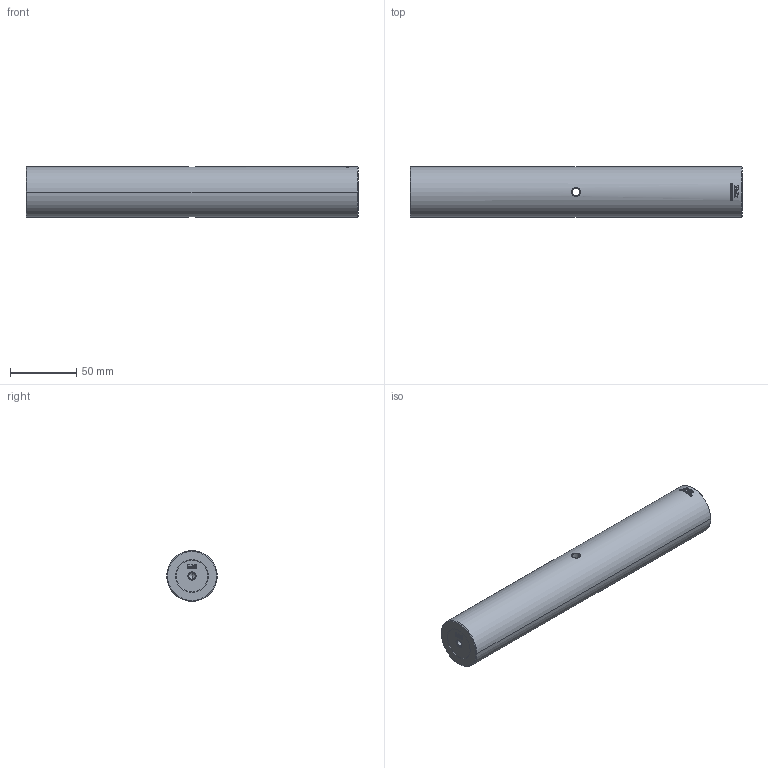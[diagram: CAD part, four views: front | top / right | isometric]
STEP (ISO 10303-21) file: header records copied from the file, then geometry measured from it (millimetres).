
FILE_DESCRIPTION (( 'STEP AP203' ), '1' );
FILE_NAME ('SRB38-250T6.STEP', '2025-08-19T05:56:51', ( '' ), ( '' ), 'SwSTEP 2.0', 'SolidWorks 2020', '' );
FILE_SCHEMA (( 'CONFIG_CONTROL_DESIGN' ));
Products named in the file (1): SRB38-250T6
Bounding box: 250 x 38 x 38 mm (x, y, z)
Volume: 281773.6 mm3; surface area: 33096.9 mm2
Topology: 1 solids, 1 shells, 457 faces, 1244 edges, 822 vertices
Faces by surface type: bspline 319, plane 88, cylinder 36, cone 14
Entity records: 31750 total; most frequent: CARTESIAN_POINT 22876, ORIENTED_EDGE 2480, EDGE_CURVE 1240, B_SPLINE_CURVE_WITH_KNOTS 944, VERTEX_POINT 822, DIRECTION 670, EDGE_LOOP 496, ADVANCED_FACE 457
